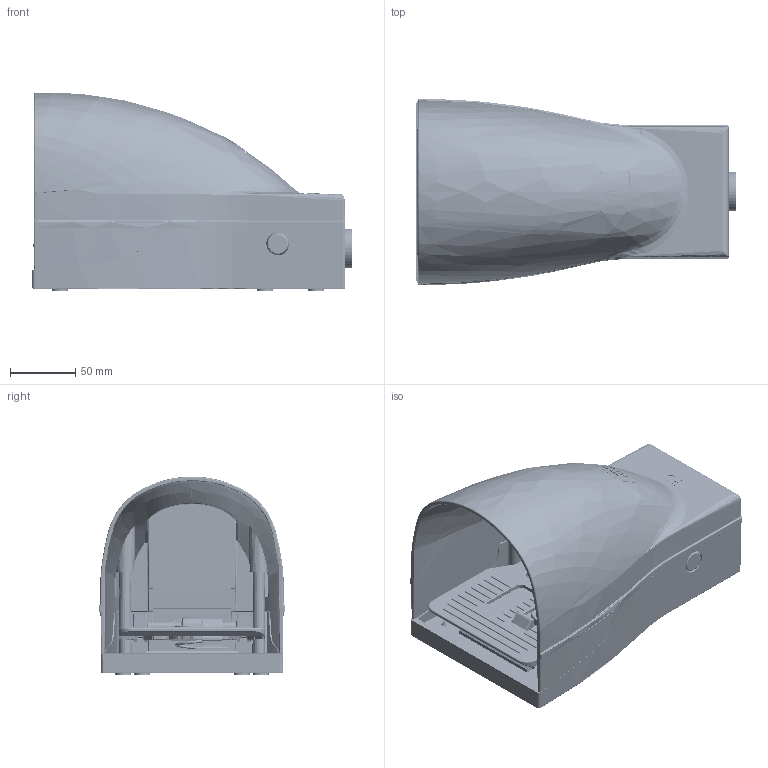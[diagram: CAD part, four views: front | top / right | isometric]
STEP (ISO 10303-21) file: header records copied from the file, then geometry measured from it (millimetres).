
FILE_DESCRIPTION(( 'PED 502 BA.STEP' ), '1');
FILE_NAME( 'PED 502 BA.STEP', '2019-03-04T12:04:58',( 'Sopra'),('sopra-pneumatic.com'), 'SwSTEP 2.0','SolidWorks 2009','' );
FILE_SCHEMA (( 'AUTOMOTIVE_DESIGN' ));
Length unit declared in the file: millimetre
Products named in the file (1): 1_115_4n
Bounding box: 243.9 x 142.41 x 151.73 mm (x, y, z)
Volume: 554500.1 mm3; surface area: 338609.7 mm2
Topology: 16 solids, 16 shells, 4671 faces, 11399 edges, 6657 vertices
Faces by surface type: cylinder 1574, bspline 1258, plane 1061, cone 485, torus 178, sphere 115
Entity records: 282742 total; most frequent: CARTESIAN_POINT 183057, ORIENTED_EDGE 22446, DIRECTION 17676, EDGE_CURVE 11223, AXIS2_PLACEMENT_3D 6922, VERTEX_POINT 6657, EDGE_LOOP 4778, ADVANCED_FACE 4671
